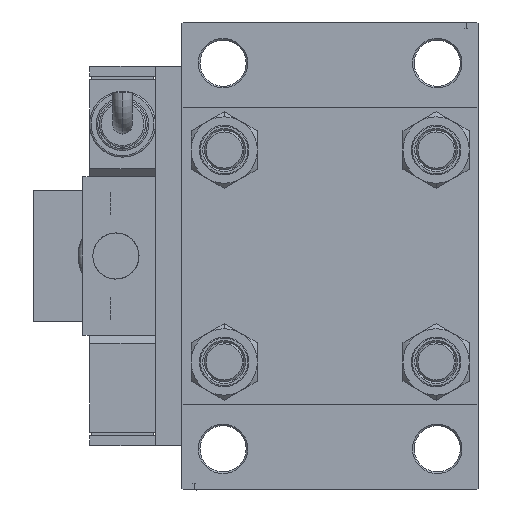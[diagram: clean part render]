
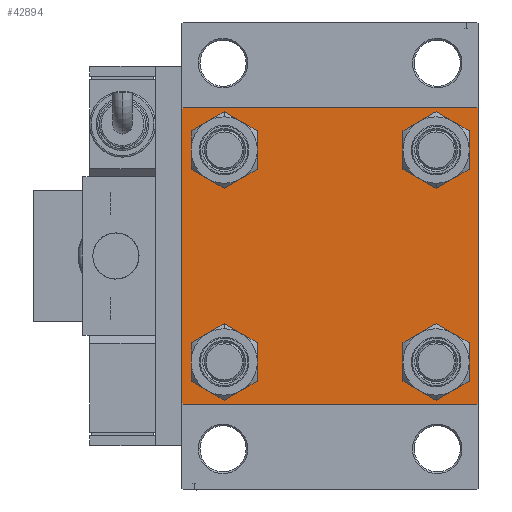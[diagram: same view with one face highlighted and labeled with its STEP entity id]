
A CAD part, left-side view. The second image highlights one B-rep face of the part: STEP entity #42894.
In plain terms, the highlighted planar face has unit normal (-1, 0, 0).
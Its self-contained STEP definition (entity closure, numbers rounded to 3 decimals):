
#187 = EDGE_CURVE ( 'NONE', #7482, #7289, #51572, .T. ) ;
#211 = DIRECTION ( 'NONE',  ( 1., 0., 0. ) ) ;
#378 = CIRCLE ( 'NONE', #31102, 6.5 ) ;
#582 = CARTESIAN_POINT ( 'NONE',  ( 0., 32.15, 32.15 ) ) ;
#867 = DIRECTION ( 'NONE',  ( 1., 0., 0. ) ) ;
#1871 = CARTESIAN_POINT ( 'NONE',  ( 0., -44.5, -45. ) ) ;
#2006 = LINE ( 'NONE', #46367, #6972 ) ;
#2801 = VERTEX_POINT ( 'NONE', #27129 ) ;
#2935 = EDGE_CURVE ( 'NONE', #49829, #2801, #41956, .T. ) ;
#3242 = VERTEX_POINT ( 'NONE', #12624 ) ;
#3419 = EDGE_LOOP ( 'NONE', ( #28991, #19073 ) ) ;
#3628 = VERTEX_POINT ( 'NONE', #18097 ) ;
#3709 = DIRECTION ( 'NONE',  ( 0., -0.707, -0.707 ) ) ;
#3751 = AXIS2_PLACEMENT_3D ( 'NONE', #582, #18378, #22178 ) ;
#4566 = EDGE_LOOP ( 'NONE', ( #23774, #27730 ) ) ;
#5161 = DIRECTION ( 'NONE',  ( 1., 0., 0. ) ) ;
#5585 = EDGE_LOOP ( 'NONE', ( #25244, #48356 ) ) ;
#5932 = DIRECTION ( 'NONE',  ( 1., 0., 0. ) ) ;
#6341 = CARTESIAN_POINT ( 'NONE',  ( 0., -44.75, 44.75 ) ) ;
#6384 = CARTESIAN_POINT ( 'NONE',  ( 0., -32.15, 32.15 ) ) ;
#6883 = EDGE_CURVE ( 'NONE', #47959, #28086, #25067, .T. ) ;
#6972 = VECTOR ( 'NONE', #24186, 1000. ) ;
#7289 = VERTEX_POINT ( 'NONE', #1871 ) ;
#7482 = VERTEX_POINT ( 'NONE', #13280 ) ;
#7805 = CIRCLE ( 'NONE', #49764, 6.5 ) ;
#8074 = LINE ( 'NONE', #25894, #14350 ) ;
#9286 = CARTESIAN_POINT ( 'NONE',  ( 0., -44.75, -44.75 ) ) ;
#10292 = VERTEX_POINT ( 'NONE', #42023 ) ;
#11585 = ORIENTED_EDGE ( 'NONE', *, *, #37961, .F. ) ;
#12211 = FACE_OUTER_BOUND ( 'NONE', #50780, .T. ) ;
#12561 = EDGE_CURVE ( 'NONE', #14621, #22903, #378, .T. ) ;
#12624 = CARTESIAN_POINT ( 'NONE',  ( 0., 32.15, -25.65 ) ) ;
#12633 = CIRCLE ( 'NONE', #33134, 6.5 ) ;
#12884 = EDGE_CURVE ( 'NONE', #50364, #3242, #7805, .T. ) ;
#13216 = EDGE_CURVE ( 'NONE', #54234, #3628, #21727, .T. ) ;
#13280 = CARTESIAN_POINT ( 'NONE',  ( 0., 44.5, -45. ) ) ;
#13965 = LINE ( 'NONE', #9286, #47508 ) ;
#14189 = CARTESIAN_POINT ( 'NONE',  ( 0., 32.15, -32.15 ) ) ;
#14350 = VECTOR ( 'NONE', #3709, 1000. ) ;
#14621 = VERTEX_POINT ( 'NONE', #29141 ) ;
#16313 = CARTESIAN_POINT ( 'NONE',  ( 0., 0., 0. ) ) ;
#16466 = CIRCLE ( 'NONE', #50947, 6.5 ) ;
#17352 = CARTESIAN_POINT ( 'NONE',  ( 0., 45., 45. ) ) ;
#17652 = ORIENTED_EDGE ( 'NONE', *, *, #31083, .T. ) ;
#18014 = CARTESIAN_POINT ( 'NONE',  ( 0., 32.15, 32.15 ) ) ;
#18097 = CARTESIAN_POINT ( 'NONE',  ( 0., -44.5, 45. ) ) ;
#18378 = DIRECTION ( 'NONE',  ( 1., 0., 0. ) ) ;
#19073 = ORIENTED_EDGE ( 'NONE', *, *, #2935, .T. ) ;
#19121 = CARTESIAN_POINT ( 'NONE',  ( 0., 32.15, -32.15 ) ) ;
#19469 = VECTOR ( 'NONE', #42210, 1000. ) ;
#20327 = CARTESIAN_POINT ( 'NONE',  ( 0., -45., 45. ) ) ;
#21727 = LINE ( 'NONE', #17352, #32068 ) ;
#21838 = CARTESIAN_POINT ( 'NONE',  ( 0., 45., 45. ) ) ;
#22178 = DIRECTION ( 'NONE',  ( 0., 0., 1. ) ) ;
#22903 = VERTEX_POINT ( 'NONE', #47835 ) ;
#23774 = ORIENTED_EDGE ( 'NONE', *, *, #56986, .T. ) ;
#23798 = DIRECTION ( 'NONE',  ( 0., 0., 1. ) ) ;
#24186 = DIRECTION ( 'NONE',  ( 0., 0.707, -0.707 ) ) ;
#25004 = LINE ( 'NONE', #6341, #38135 ) ;
#25067 = LINE ( 'NONE', #21838, #45874 ) ;
#25104 = ORIENTED_EDGE ( 'NONE', *, *, #12561, .T. ) ;
#25244 = ORIENTED_EDGE ( 'NONE', *, *, #32612, .T. ) ;
#25894 = CARTESIAN_POINT ( 'NONE',  ( 0., 44.75, -44.75 ) ) ;
#26813 = CIRCLE ( 'NONE', #54797, 6.5 ) ;
#27057 = DIRECTION ( 'NONE',  ( 0., 0., 1. ) ) ;
#27129 = CARTESIAN_POINT ( 'NONE',  ( 0., 32.15, 38.65 ) ) ;
#27630 = EDGE_CURVE ( 'NONE', #54234, #47959, #2006, .T. ) ;
#27651 = CIRCLE ( 'NONE', #54714, 6.5 ) ;
#27715 = DIRECTION ( 'NONE',  ( 0., 0., 1. ) ) ;
#27730 = ORIENTED_EDGE ( 'NONE', *, *, #51079, .T. ) ;
#28086 = VERTEX_POINT ( 'NONE', #42185 ) ;
#28156 = DIRECTION ( 'NONE',  ( 1., 0., 0. ) ) ;
#28170 = CARTESIAN_POINT ( 'NONE',  ( 0., 32.15, 25.65 ) ) ;
#28991 = ORIENTED_EDGE ( 'NONE', *, *, #54849, .T. ) ;
#29141 = CARTESIAN_POINT ( 'NONE',  ( 0., -32.15, -25.65 ) ) ;
#31083 = EDGE_CURVE ( 'NONE', #22903, #14621, #27651, .T. ) ;
#31102 = AXIS2_PLACEMENT_3D ( 'NONE', #31763, #45224, #36742 ) ;
#31145 = CARTESIAN_POINT ( 'NONE',  ( 0., -45., -44.5 ) ) ;
#31477 = DIRECTION ( 'NONE',  ( 0., -0.707, 0.707 ) ) ;
#31763 = CARTESIAN_POINT ( 'NONE',  ( 0., -32.15, -32.15 ) ) ;
#32068 = VECTOR ( 'NONE', #38962, 1000. ) ;
#32612 = EDGE_CURVE ( 'NONE', #3242, #50364, #26813, .T. ) ;
#33134 = AXIS2_PLACEMENT_3D ( 'NONE', #18014, #211, #27057 ) ;
#33536 = FACE_BOUND ( 'NONE', #3419, .T. ) ;
#34690 = FACE_BOUND ( 'NONE', #41382, .T. ) ;
#34979 = DIRECTION ( 'NONE',  ( 0., 0., -1. ) ) ;
#35467 = VECTOR ( 'NONE', #46611, 1000. ) ;
#35536 = ORIENTED_EDGE ( 'NONE', *, *, #13216, .F. ) ;
#36308 = DIRECTION ( 'NONE',  ( 0., 0., 1. ) ) ;
#36445 = CARTESIAN_POINT ( 'NONE',  ( 0., -32.15, 38.65 ) ) ;
#36535 = CARTESIAN_POINT ( 'NONE',  ( 0., 44.5, 45. ) ) ;
#36723 = ORIENTED_EDGE ( 'NONE', *, *, #6883, .T. ) ;
#36742 = DIRECTION ( 'NONE',  ( 0., 0., 1. ) ) ;
#37284 = CARTESIAN_POINT ( 'NONE',  ( 0., 45., -45. ) ) ;
#37961 = EDGE_CURVE ( 'NONE', #10292, #57193, #50998, .T. ) ;
#38135 = VECTOR ( 'NONE', #46615, 1000. ) ;
#38958 = ORIENTED_EDGE ( 'NONE', *, *, #40193, .T. ) ;
#38962 = DIRECTION ( 'NONE',  ( 0., -1., 0. ) ) ;
#39015 = EDGE_CURVE ( 'NONE', #10292, #3628, #25004, .T. ) ;
#39367 = CARTESIAN_POINT ( 'NONE',  ( 0., -32.15, -32.15 ) ) ;
#39983 = CARTESIAN_POINT ( 'NONE',  ( 0., -32.15, 25.65 ) ) ;
#40193 = EDGE_CURVE ( 'NONE', #7289, #57193, #13965, .T. ) ;
#40334 = VERTEX_POINT ( 'NONE', #36445 ) ;
#41382 = EDGE_LOOP ( 'NONE', ( #25104, #17652 ) ) ;
#41956 = CIRCLE ( 'NONE', #3751, 6.5 ) ;
#42023 = CARTESIAN_POINT ( 'NONE',  ( 0., -45., 44.5 ) ) ;
#42185 = CARTESIAN_POINT ( 'NONE',  ( 0., 45., -44.5 ) ) ;
#42210 = DIRECTION ( 'NONE',  ( 0., 0., -1. ) ) ;
#42894 = ADVANCED_FACE ( 'NONE', ( #56893, #34690, #56312, #33536, #12211 ), #51352, .T. ) ;
#43435 = ORIENTED_EDGE ( 'NONE', *, *, #39015, .T. ) ;
#43590 = VERTEX_POINT ( 'NONE', #39983 ) ;
#43764 = ORIENTED_EDGE ( 'NONE', *, *, #51520, .T. ) ;
#43942 = CARTESIAN_POINT ( 'NONE',  ( 0., 45., 44.5 ) ) ;
#44036 = DIRECTION ( 'NONE',  ( 0., 0., 1. ) ) ;
#45072 = AXIS2_PLACEMENT_3D ( 'NONE', #54704, #5932, #36308 ) ;
#45150 = DIRECTION ( 'NONE',  ( 0., 0., 1. ) ) ;
#45224 = DIRECTION ( 'NONE',  ( 1., 0., 0. ) ) ;
#45874 = VECTOR ( 'NONE', #34979, 1000. ) ;
#46367 = CARTESIAN_POINT ( 'NONE',  ( 0., 44.75, 44.75 ) ) ;
#46611 = DIRECTION ( 'NONE',  ( 0., -1., 0. ) ) ;
#46615 = DIRECTION ( 'NONE',  ( 0., 0.707, 0.707 ) ) ;
#46725 = AXIS2_PLACEMENT_3D ( 'NONE', #16313, #48120, #51929 ) ;
#46814 = ORIENTED_EDGE ( 'NONE', *, *, #27630, .T. ) ;
#47508 = VECTOR ( 'NONE', #31477, 1000. ) ;
#47835 = CARTESIAN_POINT ( 'NONE',  ( 0., -32.15, -38.65 ) ) ;
#47845 = CIRCLE ( 'NONE', #45072, 6.5 ) ;
#47959 = VERTEX_POINT ( 'NONE', #43942 ) ;
#48120 = DIRECTION ( 'NONE',  ( -1., 0., 0. ) ) ;
#48356 = ORIENTED_EDGE ( 'NONE', *, *, #12884, .T. ) ;
#49764 = AXIS2_PLACEMENT_3D ( 'NONE', #14189, #5161, #45150 ) ;
#49829 = VERTEX_POINT ( 'NONE', #28170 ) ;
#50364 = VERTEX_POINT ( 'NONE', #53105 ) ;
#50742 = ORIENTED_EDGE ( 'NONE', *, *, #187, .T. ) ;
#50780 = EDGE_LOOP ( 'NONE', ( #36723, #43764, #50742, #38958, #11585, #43435, #35536, #46814 ) ) ;
#50947 = AXIS2_PLACEMENT_3D ( 'NONE', #6384, #867, #27715 ) ;
#50998 = LINE ( 'NONE', #20327, #19469 ) ;
#51079 = EDGE_CURVE ( 'NONE', #43590, #40334, #47845, .T. ) ;
#51352 = PLANE ( 'NONE',  #46725 ) ;
#51520 = EDGE_CURVE ( 'NONE', #28086, #7482, #8074, .T. ) ;
#51572 = LINE ( 'NONE', #37284, #35467 ) ;
#51929 = DIRECTION ( 'NONE',  ( 0., 0., 1. ) ) ;
#53105 = CARTESIAN_POINT ( 'NONE',  ( 0., 32.15, -38.65 ) ) ;
#54234 = VERTEX_POINT ( 'NONE', #36535 ) ;
#54704 = CARTESIAN_POINT ( 'NONE',  ( 0., -32.15, 32.15 ) ) ;
#54714 = AXIS2_PLACEMENT_3D ( 'NONE', #39367, #57189, #44036 ) ;
#54797 = AXIS2_PLACEMENT_3D ( 'NONE', #19121, #28156, #23798 ) ;
#54849 = EDGE_CURVE ( 'NONE', #2801, #49829, #12633, .T. ) ;
#56312 = FACE_BOUND ( 'NONE', #5585, .T. ) ;
#56893 = FACE_BOUND ( 'NONE', #4566, .T. ) ;
#56986 = EDGE_CURVE ( 'NONE', #40334, #43590, #16466, .T. ) ;
#57189 = DIRECTION ( 'NONE',  ( 1., 0., 0. ) ) ;
#57193 = VERTEX_POINT ( 'NONE', #31145 ) ;
